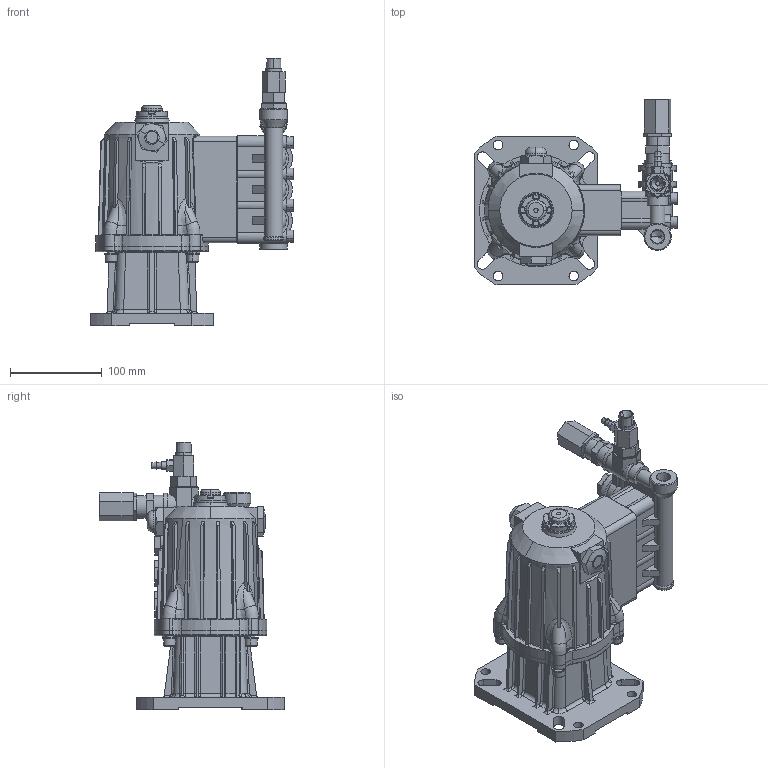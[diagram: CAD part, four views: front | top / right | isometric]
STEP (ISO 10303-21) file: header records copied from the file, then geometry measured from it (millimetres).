
FILE_DESCRIPTION (( 'STEP AP203' ), '1' );
FILE_NAME ('67DX39G1I.STEP', '2019-03-18T14:33:27', ( '' ), ( '' ), 'SwSTEP 2.0', 'SolidWorks 2018', '' );
FILE_SCHEMA (( 'CONFIG_CONTROL_DESIGN' ));
Products named in the file (1): 67DX39G1I
Bounding box: 222.5 x 202.15 x 292.6 mm (x, y, z)
Volume: 2630189.4 mm3; surface area: 333313.6 mm2
Topology: 23 solids, 23 shells, 1527 faces, 3843 edges, 2377 vertices
Faces by surface type: plane 609, cylinder 497, bspline 207, cone 129, torus 83, sphere 2
Entity records: 58601 total; most frequent: CARTESIAN_POINT 23669, ORIENTED_EDGE 7562, DIRECTION 6946, EDGE_CURVE 3781, AXIS2_PLACEMENT_3D 2578, VERTEX_POINT 2377, LINE 1790, VECTOR 1790
